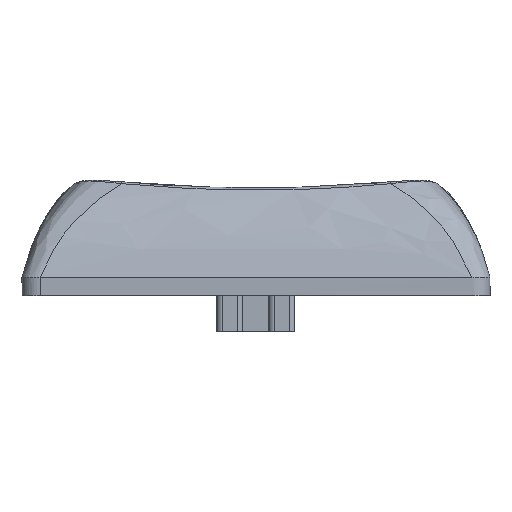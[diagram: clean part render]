
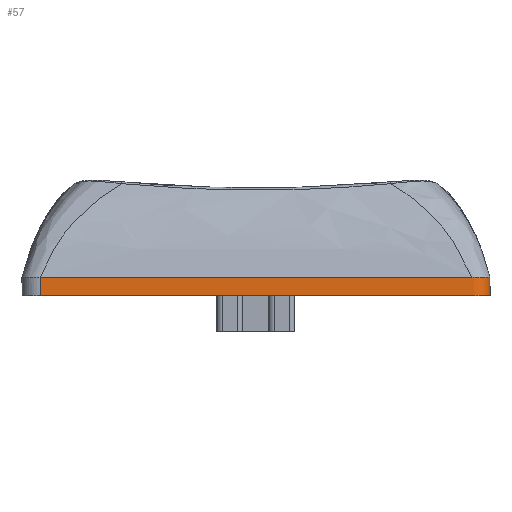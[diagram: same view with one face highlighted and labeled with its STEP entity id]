
A CAD part, left-side view. The second image highlights one B-rep face of the part: STEP entity #57.
In plain terms, the highlighted free-form (B-spline) face has degree [1, 2] with [2, 9] control points.
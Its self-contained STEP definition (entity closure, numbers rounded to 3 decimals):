
#57=ADVANCED_FACE('',(#203),#2234,.T.);
#203=FACE_OUTER_BOUND('',#349,.T.);
#349=EDGE_LOOP('',(#680,#681,#682,#683,#684,#685,#686));
#680=ORIENTED_EDGE('',*,*,#1598,.T.);
#681=ORIENTED_EDGE('',*,*,#1445,.T.);
#682=ORIENTED_EDGE('',*,*,#1446,.T.);
#683=ORIENTED_EDGE('',*,*,#1447,.T.);
#684=ORIENTED_EDGE('',*,*,#1448,.T.);
#685=ORIENTED_EDGE('',*,*,#1414,.F.);
#686=ORIENTED_EDGE('',*,*,#1599,.F.);
#1414=EDGE_CURVE('',#2096,#2097,#1680,.T.);
#1445=EDGE_CURVE('',#2118,#2119,#1711,.T.);
#1446=EDGE_CURVE('',#2119,#2120,#1712,.T.);
#1447=EDGE_CURVE('',#2120,#2121,#1713,.T.);
#1448=EDGE_CURVE('',#2121,#2097,#1714,.T.);
#1598=EDGE_CURVE('',#2222,#2118,#1744,.T.);
#1599=EDGE_CURVE('',#2222,#2096,#1745,.T.);
#1680=(
BOUNDED_CURVE()
B_SPLINE_CURVE(1,(#6502,#6503),.UNSPECIFIED.,.F.,.F.)
B_SPLINE_CURVE_WITH_KNOTS((2,2),(0.,0.7),.UNSPECIFIED.)
CURVE()
GEOMETRIC_REPRESENTATION_ITEM()
RATIONAL_B_SPLINE_CURVE((1.,1.))
REPRESENTATION_ITEM('')
);
#1711=(
BOUNDED_CURVE()
B_SPLINE_CURVE(2,(#6702,#6703,#6704),.UNSPECIFIED.,.F.,.F.)
B_SPLINE_CURVE_WITH_KNOTS((3,3),(40.149,41.249),
 .UNSPECIFIED.)
CURVE()
GEOMETRIC_REPRESENTATION_ITEM()
RATIONAL_B_SPLINE_CURVE((1.,0.707,1.))
REPRESENTATION_ITEM('')
);
#1712=(
BOUNDED_CURVE()
B_SPLINE_CURVE(2,(#6705,#6706,#6707),.UNSPECIFIED.,.F.,.F.)
B_SPLINE_CURVE_WITH_KNOTS((3,3),(41.249,62.599),
 .UNSPECIFIED.)
CURVE()
GEOMETRIC_REPRESENTATION_ITEM()
RATIONAL_B_SPLINE_CURVE((1.,1.,1.))
REPRESENTATION_ITEM('')
);
#1713=(
BOUNDED_CURVE()
B_SPLINE_CURVE(2,(#6708,#6709,#6710),.UNSPECIFIED.,.F.,.F.)
B_SPLINE_CURVE_WITH_KNOTS((3,3),(62.599,63.698),
 .UNSPECIFIED.)
CURVE()
GEOMETRIC_REPRESENTATION_ITEM()
RATIONAL_B_SPLINE_CURVE((1.,0.707,1.))
REPRESENTATION_ITEM('')
);
#1714=(
BOUNDED_CURVE()
B_SPLINE_CURVE(2,(#6711,#6712,#6713),.UNSPECIFIED.,.F.,.F.)
B_SPLINE_CURVE_WITH_KNOTS((3,3),(63.698,80.298),
 .UNSPECIFIED.)
CURVE()
GEOMETRIC_REPRESENTATION_ITEM()
RATIONAL_B_SPLINE_CURVE((1.,1.,1.))
REPRESENTATION_ITEM('')
);
#1744=(
BOUNDED_CURVE()
B_SPLINE_CURVE(1,(#7727,#7728),.UNSPECIFIED.,.F.,.F.)
B_SPLINE_CURVE_WITH_KNOTS((2,2),(0.,0.7),.UNSPECIFIED.)
CURVE()
GEOMETRIC_REPRESENTATION_ITEM()
RATIONAL_B_SPLINE_CURVE((1.,1.))
REPRESENTATION_ITEM('')
);
#1745=(
BOUNDED_CURVE()
B_SPLINE_CURVE(2,(#7729,#7730,#7731,#7732,#7733,#7734,#7735,#7736,#7737),
 .UNSPECIFIED.,.F.,.F.)
B_SPLINE_CURVE_WITH_KNOTS((3,2,2,2,3),(40.149,41.249,
62.599,63.698,80.298),.UNSPECIFIED.)
CURVE()
GEOMETRIC_REPRESENTATION_ITEM()
RATIONAL_B_SPLINE_CURVE((1.,0.707,1.,1.,1.,0.707,
1.,1.,1.))
REPRESENTATION_ITEM('')
);
#2096=VERTEX_POINT('',#5942);
#2097=VERTEX_POINT('',#5943);
#2118=VERTEX_POINT('',#5964);
#2119=VERTEX_POINT('',#5965);
#2120=VERTEX_POINT('',#5966);
#2121=VERTEX_POINT('',#5967);
#2222=VERTEX_POINT('',#6068);
#2234=(
BOUNDED_SURFACE()
B_SPLINE_SURFACE(1,2,((#2737,#2738,#2739,#2740,#2741,#2742,#2743,#2744,
#2745),(#2746,#2747,#2748,#2749,#2750,#2751,#2752,#2753,#2754)),
 .UNSPECIFIED.,.F.,.F.,.F.)
B_SPLINE_SURFACE_WITH_KNOTS((2,2),(3,2,2,2,3),(0.,0.7),(40.149,
41.249,62.599,63.698,80.298),
 .UNSPECIFIED.)
GEOMETRIC_REPRESENTATION_ITEM()
RATIONAL_B_SPLINE_SURFACE(((1.,0.707,1.,1.,1.,0.707,
1.,1.,1.),(1.,0.707,1.,1.,1.,0.707,1.,1.,1.)))
REPRESENTATION_ITEM('')
SURFACE()
);
#2737=CARTESIAN_POINT('',(68.25,-7.3,-0.4));
#2738=CARTESIAN_POINT('',(68.25,-8.,-0.4));
#2739=CARTESIAN_POINT('',(67.55,-8.,-0.4));
#2740=CARTESIAN_POINT('',(56.875,-8.,-0.4));
#2741=CARTESIAN_POINT('',(46.2,-8.,-0.4));
#2742=CARTESIAN_POINT('',(45.5,-8.,-0.4));
#2743=CARTESIAN_POINT('',(45.5,-7.3,-0.4));
#2744=CARTESIAN_POINT('',(45.5,1.,-0.4));
#2745=CARTESIAN_POINT('',(45.5,9.3,-0.4));
#2746=CARTESIAN_POINT('',(68.25,-7.3,0.3));
#2747=CARTESIAN_POINT('',(68.25,-8.,0.3));
#2748=CARTESIAN_POINT('',(67.55,-8.,0.3));
#2749=CARTESIAN_POINT('',(56.875,-8.,0.3));
#2750=CARTESIAN_POINT('',(46.2,-8.,0.3));
#2751=CARTESIAN_POINT('',(45.5,-8.,0.3));
#2752=CARTESIAN_POINT('',(45.5,-7.3,0.3));
#2753=CARTESIAN_POINT('',(45.5,1.,0.3));
#2754=CARTESIAN_POINT('',(45.5,9.3,0.3));
#5942=CARTESIAN_POINT('',(45.5,9.3,-0.4));
#5943=CARTESIAN_POINT('',(45.5,9.3,0.3));
#5964=CARTESIAN_POINT('',(68.25,-7.3,0.3));
#5965=CARTESIAN_POINT('',(67.55,-8.,0.3));
#5966=CARTESIAN_POINT('',(46.2,-8.,0.3));
#5967=CARTESIAN_POINT('',(45.5,-7.3,0.3));
#6068=CARTESIAN_POINT('',(68.25,-7.3,-0.4));
#6502=CARTESIAN_POINT('',(45.5,9.3,-0.4));
#6503=CARTESIAN_POINT('',(45.5,9.3,0.3));
#6702=CARTESIAN_POINT('',(68.25,-7.3,0.3));
#6703=CARTESIAN_POINT('',(68.25,-8.,0.3));
#6704=CARTESIAN_POINT('',(67.55,-8.,0.3));
#6705=CARTESIAN_POINT('',(67.55,-8.,0.3));
#6706=CARTESIAN_POINT('',(56.875,-8.,0.3));
#6707=CARTESIAN_POINT('',(46.2,-8.,0.3));
#6708=CARTESIAN_POINT('',(46.2,-8.,0.3));
#6709=CARTESIAN_POINT('',(45.5,-8.,0.3));
#6710=CARTESIAN_POINT('',(45.5,-7.3,0.3));
#6711=CARTESIAN_POINT('',(45.5,-7.3,0.3));
#6712=CARTESIAN_POINT('',(45.5,1.,0.3));
#6713=CARTESIAN_POINT('',(45.5,9.3,0.3));
#7727=CARTESIAN_POINT('',(68.25,-7.3,-0.4));
#7728=CARTESIAN_POINT('',(68.25,-7.3,0.3));
#7729=CARTESIAN_POINT('',(68.25,-7.3,-0.4));
#7730=CARTESIAN_POINT('',(68.25,-8.,-0.4));
#7731=CARTESIAN_POINT('',(67.55,-8.,-0.4));
#7732=CARTESIAN_POINT('',(56.875,-8.,-0.4));
#7733=CARTESIAN_POINT('',(46.2,-8.,-0.4));
#7734=CARTESIAN_POINT('',(45.5,-8.,-0.4));
#7735=CARTESIAN_POINT('',(45.5,-7.3,-0.4));
#7736=CARTESIAN_POINT('',(45.5,1.,-0.4));
#7737=CARTESIAN_POINT('',(45.5,9.3,-0.4));
